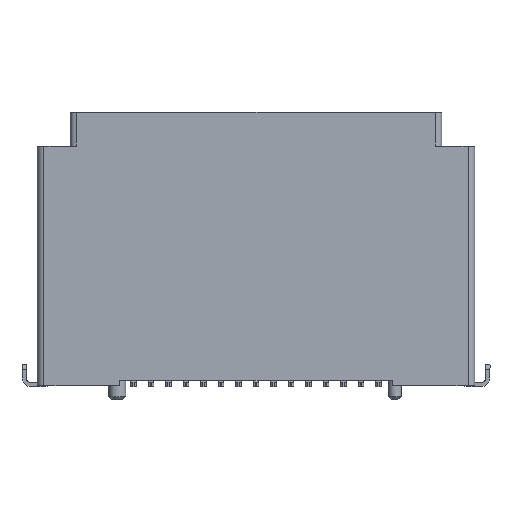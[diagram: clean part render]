
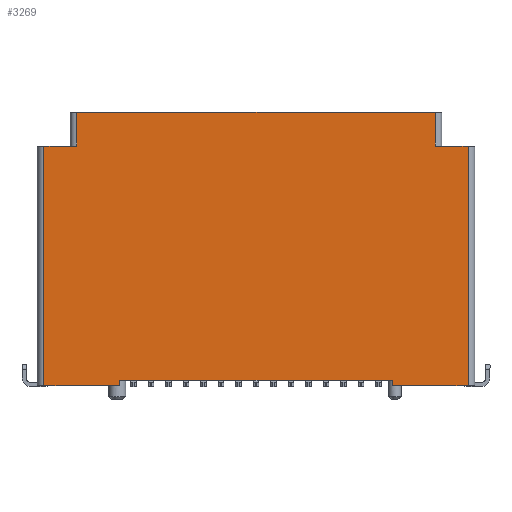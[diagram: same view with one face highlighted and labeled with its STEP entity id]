
A CAD part, top view. The second image highlights one B-rep face of the part: STEP entity #3269.
In plain terms, the highlighted planar face has unit normal (0, 0, 1).
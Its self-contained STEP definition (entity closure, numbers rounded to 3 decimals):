
#37=CARTESIAN_POINT('',(3.77,0.65,0.));
#38=VERTEX_POINT('',#37);
#45=CARTESIAN_POINT('',(0.3,0.65,0.));
#46=VERTEX_POINT('',#45);
#47=CARTESIAN_POINT('',(3.77,0.65,0.));
#48=DIRECTION('',(-1.,0.,0.));
#49=VECTOR('',#48,3.47);
#50=LINE('',#47,#49);
#51=EDGE_CURVE('',#38,#46,#50,.T.);
#818=CARTESIAN_POINT('',(0.3,11.6,0.));
#819=VERTEX_POINT('',#818);
#827=CARTESIAN_POINT('',(1.8,11.6,0.));
#828=VERTEX_POINT('',#827);
#829=CARTESIAN_POINT('',(0.3,11.6,0.));
#830=DIRECTION('',(1.,0.,0.));
#831=VECTOR('',#830,1.5);
#832=LINE('',#829,#831);
#833=EDGE_CURVE('',#819,#828,#832,.T.);
#1220=CARTESIAN_POINT('',(0.3,0.65,0.));
#1221=DIRECTION('',(0.,1.,0.));
#1222=VECTOR('',#1221,10.95);
#1223=LINE('',#1220,#1222);
#1224=EDGE_CURVE('',#46,#819,#1223,.T.);
#2423=CARTESIAN_POINT('',(1.8,13.15,0.));
#2424=VERTEX_POINT('',#2423);
#2425=CARTESIAN_POINT('',(1.8,11.6,0.));
#2426=DIRECTION('',(0.,1.,0.));
#2427=VECTOR('',#2426,1.55);
#2428=LINE('',#2425,#2427);
#2429=EDGE_CURVE('',#828,#2424,#2428,.T.);
#3059=CARTESIAN_POINT('',(18.2,13.15,0.));
#3060=VERTEX_POINT('',#3059);
#3061=CARTESIAN_POINT('',(1.8,13.15,0.));
#3062=DIRECTION('',(1.,0.,0.));
#3063=VECTOR('',#3062,16.4);
#3064=LINE('',#3061,#3063);
#3065=EDGE_CURVE('',#2424,#3060,#3064,.T.);
#3203=CARTESIAN_POINT('',(10.,6.9,0.));
#3204=DIRECTION('',(1.,0.,0.));
#3205=DIRECTION('',(-0.,0.,1.));
#3206=AXIS2_PLACEMENT_3D('',#3203,#3205,#3204);
#3207=PLANE('',#3206);
#3208=ORIENTED_EDGE('',*,*,#2429,.F.);
#3209=ORIENTED_EDGE('',*,*,#833,.F.);
#3210=ORIENTED_EDGE('',*,*,#1224,.F.);
#3211=ORIENTED_EDGE('',*,*,#51,.F.);
#3212=CARTESIAN_POINT('',(3.77,0.9,0.));
#3213=VERTEX_POINT('',#3212);
#3214=CARTESIAN_POINT('',(3.77,0.9,0.));
#3215=DIRECTION('',(0.,-1.,0.));
#3216=VECTOR('',#3215,0.25);
#3217=LINE('',#3214,#3216);
#3218=EDGE_CURVE('',#3213,#38,#3217,.T.);
#3219=ORIENTED_EDGE('',*,*,#3218,.F.);
#3220=CARTESIAN_POINT('',(16.23,0.9,0.));
#3221=VERTEX_POINT('',#3220);
#3222=CARTESIAN_POINT('',(3.77,0.9,0.));
#3223=DIRECTION('',(1.,0.,0.));
#3224=VECTOR('',#3223,12.46);
#3225=LINE('',#3222,#3224);
#3226=EDGE_CURVE('',#3213,#3221,#3225,.T.);
#3227=ORIENTED_EDGE('',*,*,#3226,.T.);
#3228=CARTESIAN_POINT('',(16.23,0.65,0.));
#3229=VERTEX_POINT('',#3228);
#3230=CARTESIAN_POINT('',(16.23,0.9,0.));
#3231=DIRECTION('',(0.,-1.,0.));
#3232=VECTOR('',#3231,0.25);
#3233=LINE('',#3230,#3232);
#3234=EDGE_CURVE('',#3221,#3229,#3233,.T.);
#3235=ORIENTED_EDGE('',*,*,#3234,.T.);
#3236=CARTESIAN_POINT('',(19.7,0.65,0.));
#3237=VERTEX_POINT('',#3236);
#3238=CARTESIAN_POINT('',(16.23,0.65,0.));
#3239=DIRECTION('',(1.,0.,0.));
#3240=VECTOR('',#3239,3.47);
#3241=LINE('',#3238,#3240);
#3242=EDGE_CURVE('',#3229,#3237,#3241,.T.);
#3243=ORIENTED_EDGE('',*,*,#3242,.T.);
#3244=CARTESIAN_POINT('',(19.7,11.6,0.));
#3245=VERTEX_POINT('',#3244);
#3246=CARTESIAN_POINT('',(19.7,0.65,0.));
#3247=DIRECTION('',(0.,1.,0.));
#3248=VECTOR('',#3247,10.95);
#3249=LINE('',#3246,#3248);
#3250=EDGE_CURVE('',#3237,#3245,#3249,.T.);
#3251=ORIENTED_EDGE('',*,*,#3250,.T.);
#3252=CARTESIAN_POINT('',(18.2,11.6,0.));
#3253=VERTEX_POINT('',#3252);
#3254=CARTESIAN_POINT('',(19.7,11.6,0.));
#3255=DIRECTION('',(-1.,0.,0.));
#3256=VECTOR('',#3255,1.5);
#3257=LINE('',#3254,#3256);
#3258=EDGE_CURVE('',#3245,#3253,#3257,.T.);
#3259=ORIENTED_EDGE('',*,*,#3258,.T.);
#3260=CARTESIAN_POINT('',(18.2,11.6,0.));
#3261=DIRECTION('',(0.,1.,0.));
#3262=VECTOR('',#3261,1.55);
#3263=LINE('',#3260,#3262);
#3264=EDGE_CURVE('',#3253,#3060,#3263,.T.);
#3265=ORIENTED_EDGE('',*,*,#3264,.T.);
#3266=ORIENTED_EDGE('',*,*,#3065,.F.);
#3267=EDGE_LOOP('',(#3208,#3209,#3210,#3211,#3219,#3227,#3235,#3243,#3251,#3259,#3265,#3266));
#3268=FACE_OUTER_BOUND('',#3267,.T.);
#3269=ADVANCED_FACE('',(#3268),#3207,.T.);
